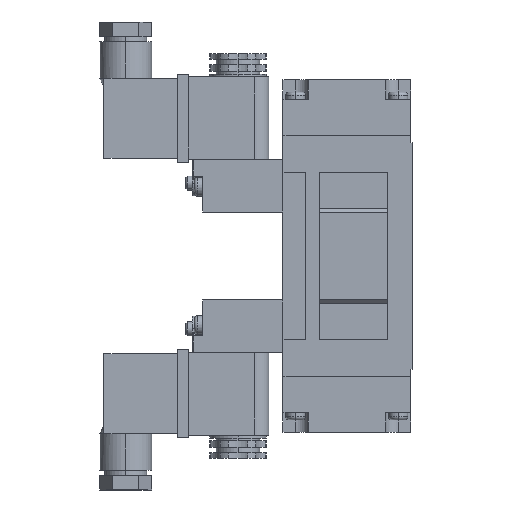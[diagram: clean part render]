
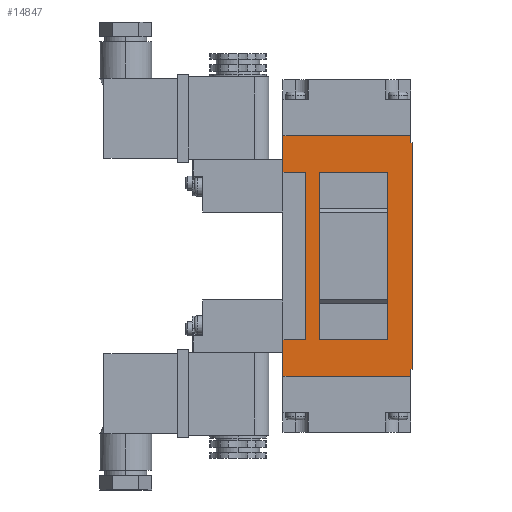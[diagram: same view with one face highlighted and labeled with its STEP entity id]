
A CAD part, left-side view. The second image highlights one B-rep face of the part: STEP entity #14847.
In plain terms, the highlighted planar face has unit normal (-1, 0, 0).
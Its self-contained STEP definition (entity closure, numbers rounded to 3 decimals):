
#248 = ORIENTED_EDGE ( 'NONE', *, *, #13588, .F. ) ;
#249 = ORIENTED_EDGE ( 'NONE', *, *, #13589, .T. ) ;
#250 = ORIENTED_EDGE ( 'NONE', *, *, #13572, .F. ) ;
#251 = ORIENTED_EDGE ( 'NONE', *, *, #13590, .F. ) ;
#252 = ORIENTED_EDGE ( 'NONE', *, *, #13591, .F. ) ;
#253 = ORIENTED_EDGE ( 'NONE', *, *, #13556, .F. ) ;
#254 = ORIENTED_EDGE ( 'NONE', *, *, #13592, .T. ) ;
#255 = ORIENTED_EDGE ( 'NONE', *, *, #13593, .F. ) ;
#256 = ORIENTED_EDGE ( 'NONE', *, *, #13594, .F. ) ;
#257 = ORIENTED_EDGE ( 'NONE', *, *, #13595, .T. ) ;
#258 = ORIENTED_EDGE ( 'NONE', *, *, #13596, .T. ) ;
#259 = ORIENTED_EDGE ( 'NONE', *, *, #13597, .T. ) ;
#260 = ORIENTED_EDGE ( 'NONE', *, *, #13598, .F. ) ;
#261 = ORIENTED_EDGE ( 'NONE', *, *, #13599, .T. ) ;
#262 = ORIENTED_EDGE ( 'NONE', *, *, #13600, .T. ) ;
#263 = ORIENTED_EDGE ( 'NONE', *, *, #13601, .F. ) ;
#4341 = FACE_OUTER_BOUND ( 'NONE', #9039, .T. ) ;
#4342 = FACE_BOUND ( 'NONE', #9038, .T. ) ;
#6935 = AXIS2_PLACEMENT_3D ( 'NONE', #12086, #12087, #12088 ) ;
#7102 = CARTESIAN_POINT ( 'NONE',  ( -25.5, 23., 85.5 ) ) ;
#7165 = CARTESIAN_POINT ( 'NONE',  ( -25.5, -22.5, 85.5 ) ) ;
#7273 = CARTESIAN_POINT ( 'NONE',  ( -25.5, 23., 72.5 ) ) ;
#7277 = CARTESIAN_POINT ( 'NONE',  ( -25.5, -23., 83. ) ) ;
#7281 = CARTESIAN_POINT ( 'NONE',  ( -25.5, -22.5, 83. ) ) ;
#7285 = CARTESIAN_POINT ( 'NONE',  ( -25.5, 23., 0. ) ) ;
#7301 = CARTESIAN_POINT ( 'NONE',  ( -25.5, 10., 13. ) ) ;
#7305 = CARTESIAN_POINT ( 'NONE',  ( -25.5, 15., 13. ) ) ;
#7309 = CARTESIAN_POINT ( 'NONE',  ( -25.5, -14.3, 72.5 ) ) ;
#7322 = CARTESIAN_POINT ( 'NONE',  ( -25.5, -23., 2.5 ) ) ;
#7359 = CARTESIAN_POINT ( 'NONE',  ( -25.5, -14.3, 13. ) ) ;
#7365 = CARTESIAN_POINT ( 'NONE',  ( -25.5, -22.5, 0. ) ) ;
#7371 = CARTESIAN_POINT ( 'NONE',  ( -25.5, 15., 72.5 ) ) ;
#7381 = CARTESIAN_POINT ( 'NONE',  ( -25.5, 23., 13. ) ) ;
#7410 = CARTESIAN_POINT ( 'NONE',  ( -25.5, -22.5, 2.5 ) ) ;
#7444 = CARTESIAN_POINT ( 'NONE',  ( -25.5, 10., 72.5 ) ) ;
#7553 = CARTESIAN_POINT ( 'NONE',  ( -25.5, -22.5, 2.5 ) ) ;
#7558 = DIRECTION ( 'NONE',  ( 0., 0., -1. ) ) ;
#7559 = CARTESIAN_POINT ( 'NONE',  ( -25.5, -22.5, 0. ) ) ;
#7618 = DIRECTION ( 'NONE',  ( 0., 1., 0. ) ) ;
#7621 = CARTESIAN_POINT ( 'NONE',  ( -25.5, -14.3, 72.5 ) ) ;
#7622 = DIRECTION ( 'NONE',  ( 0., 0., 1. ) ) ;
#7623 = CARTESIAN_POINT ( 'NONE',  ( -25.5, 10., 13. ) ) ;
#7625 = DIRECTION ( 'NONE',  ( 0., 1., 0. ) ) ;
#7626 = CARTESIAN_POINT ( 'NONE',  ( -25.5, -14.3, 13. ) ) ;
#7627 = DIRECTION ( 'NONE',  ( 0., 0., 1. ) ) ;
#7628 = CARTESIAN_POINT ( 'NONE',  ( -25.5, -14.3, 13. ) ) ;
#7630 = DIRECTION ( 'NONE',  ( 0., -1., 0. ) ) ;
#7631 = CARTESIAN_POINT ( 'NONE',  ( -25.5, 23., 0. ) ) ;
#7634 = DIRECTION ( 'NONE',  ( 0., 0., -1. ) ) ;
#7635 = CARTESIAN_POINT ( 'NONE',  ( -25.5, 23., 85.5 ) ) ;
#7636 = DIRECTION ( 'NONE',  ( 0., 1., 0. ) ) ;
#7638 = CARTESIAN_POINT ( 'NONE',  ( -25.5, 15., 13. ) ) ;
#7640 = DIRECTION ( 'NONE',  ( 0., 0., 1. ) ) ;
#7641 = CARTESIAN_POINT ( 'NONE',  ( -25.5, 15., 13. ) ) ;
#7643 = DIRECTION ( 'NONE',  ( 0., 1., 0. ) ) ;
#7644 = CARTESIAN_POINT ( 'NONE',  ( -25.5, 15., 72.5 ) ) ;
#7645 = DIRECTION ( 'NONE',  ( 0., 0., -1. ) ) ;
#7646 = CARTESIAN_POINT ( 'NONE',  ( -25.5, 23., 85.5 ) ) ;
#7649 = DIRECTION ( 'NONE',  ( 0., 0., -1. ) ) ;
#7651 = CARTESIAN_POINT ( 'NONE',  ( -25.5, -22.5, 85.5 ) ) ;
#7654 = DIRECTION ( 'NONE',  ( 0., -1., 0. ) ) ;
#7655 = CARTESIAN_POINT ( 'NONE',  ( -25.5, -22.5, 83. ) ) ;
#7656 = DIRECTION ( 'NONE',  ( 0., -1., 0. ) ) ;
#7836 = CARTESIAN_POINT ( 'NONE',  ( -25.5, 23., 85.5 ) ) ;
#7837 = DIRECTION ( 'NONE',  ( 0., -1., 0. ) ) ;
#8465 = DIRECTION ( 'NONE',  ( 0., 0., -1. ) ) ;
#8471 = CARTESIAN_POINT ( 'NONE',  ( -25.5, -23., 85.5 ) ) ;
#9038 = EDGE_LOOP ( 'NONE', ( #260, #261, #262, #263 ) ) ;
#9039 = EDGE_LOOP ( 'NONE', ( #248, #249, #250, #251, #252, #253, #254, #255, #256, #257, #258, #259 ) ) ;
#12085 = PLANE ( 'NONE',  #6935 ) ;
#12086 = CARTESIAN_POINT ( 'NONE',  ( -25.5, 23., 85.5 ) ) ;
#12087 = DIRECTION ( 'NONE',  ( 1., 0., 0. ) ) ;
#12088 = DIRECTION ( 'NONE',  ( 0., 1., 0. ) ) ;
#13556 = EDGE_CURVE ( 'NONE', #14185, #14146, #16111, .T. ) ;
#13572 = EDGE_CURVE ( 'NONE', #13976, #13932, #16134, .T. ) ;
#13588 = EDGE_CURVE ( 'NONE', #13844, #13889, #16157, .T. ) ;
#13589 = EDGE_CURVE ( 'NONE', #13844, #13932, #16159, .T. ) ;
#13590 = EDGE_CURVE ( 'NONE', #13972, #13976, #16161, .T. ) ;
#13591 = EDGE_CURVE ( 'NONE', #14146, #13972, #16163, .T. ) ;
#13592 = EDGE_CURVE ( 'NONE', #14185, #13980, #16165, .T. ) ;
#13593 = EDGE_CURVE ( 'NONE', #13883, #13980, #16167, .T. ) ;
#13594 = EDGE_CURVE ( 'NONE', #13949, #13883, #16169, .T. ) ;
#13595 = EDGE_CURVE ( 'NONE', #13949, #13873, #16171, .T. ) ;
#13596 = EDGE_CURVE ( 'NONE', #13873, #13968, #16173, .T. ) ;
#13597 = EDGE_CURVE ( 'NONE', #13968, #13889, #16175, .T. ) ;
#13598 = EDGE_CURVE ( 'NONE', #13895, #13945, #16177, .T. ) ;
#13599 = EDGE_CURVE ( 'NONE', #13895, #13953, #16179, .T. ) ;
#13600 = EDGE_CURVE ( 'NONE', #13953, #13810, #16181, .T. ) ;
#13601 = EDGE_CURVE ( 'NONE', #13945, #13810, #16183, .T. ) ;
#13810 = VERTEX_POINT ( 'NONE', #7444 ) ;
#13844 = VERTEX_POINT ( 'NONE', #7410 ) ;
#13873 = VERTEX_POINT ( 'NONE', #7381 ) ;
#13883 = VERTEX_POINT ( 'NONE', #7371 ) ;
#13889 = VERTEX_POINT ( 'NONE', #7365 ) ;
#13895 = VERTEX_POINT ( 'NONE', #7359 ) ;
#13932 = VERTEX_POINT ( 'NONE', #7322 ) ;
#13945 = VERTEX_POINT ( 'NONE', #7309 ) ;
#13949 = VERTEX_POINT ( 'NONE', #7305 ) ;
#13953 = VERTEX_POINT ( 'NONE', #7301 ) ;
#13968 = VERTEX_POINT ( 'NONE', #7285 ) ;
#13972 = VERTEX_POINT ( 'NONE', #7281 ) ;
#13976 = VERTEX_POINT ( 'NONE', #7277 ) ;
#13980 = VERTEX_POINT ( 'NONE', #7273 ) ;
#14146 = VERTEX_POINT ( 'NONE', #7165 ) ;
#14185 = VERTEX_POINT ( 'NONE', #7102 ) ;
#14847 = ADVANCED_FACE ( 'NONE', ( #4341, #4342 ), #12085, .F. ) ;
#16111 = LINE ( 'NONE', #7836, #16112 ) ;
#16112 = VECTOR ( 'NONE', #7837, 1000. ) ;
#16134 = LINE ( 'NONE', #8471, #16136 ) ;
#16136 = VECTOR ( 'NONE', #8465, 1000. ) ;
#16157 = LINE ( 'NONE', #7559, #16158 ) ;
#16158 = VECTOR ( 'NONE', #7558, 1000. ) ;
#16159 = LINE ( 'NONE', #7553, #16160 ) ;
#16160 = VECTOR ( 'NONE', #7656, 1000. ) ;
#16161 = LINE ( 'NONE', #7655, #16162 ) ;
#16162 = VECTOR ( 'NONE', #7654, 1000. ) ;
#16163 = LINE ( 'NONE', #7651, #16164 ) ;
#16164 = VECTOR ( 'NONE', #7649, 1000. ) ;
#16165 = LINE ( 'NONE', #7646, #16166 ) ;
#16166 = VECTOR ( 'NONE', #7645, 1000. ) ;
#16167 = LINE ( 'NONE', #7644, #16168 ) ;
#16168 = VECTOR ( 'NONE', #7643, 1000. ) ;
#16169 = LINE ( 'NONE', #7641, #16170 ) ;
#16170 = VECTOR ( 'NONE', #7640, 1000. ) ;
#16171 = LINE ( 'NONE', #7638, #16172 ) ;
#16172 = VECTOR ( 'NONE', #7636, 1000. ) ;
#16173 = LINE ( 'NONE', #7635, #16174 ) ;
#16174 = VECTOR ( 'NONE', #7634, 1000. ) ;
#16175 = LINE ( 'NONE', #7631, #16176 ) ;
#16176 = VECTOR ( 'NONE', #7630, 1000. ) ;
#16177 = LINE ( 'NONE', #7628, #16178 ) ;
#16178 = VECTOR ( 'NONE', #7627, 1000. ) ;
#16179 = LINE ( 'NONE', #7626, #16180 ) ;
#16180 = VECTOR ( 'NONE', #7625, 1000. ) ;
#16181 = LINE ( 'NONE', #7623, #16182 ) ;
#16182 = VECTOR ( 'NONE', #7622, 1000. ) ;
#16183 = LINE ( 'NONE', #7621, #16184 ) ;
#16184 = VECTOR ( 'NONE', #7618, 1000. ) ;
